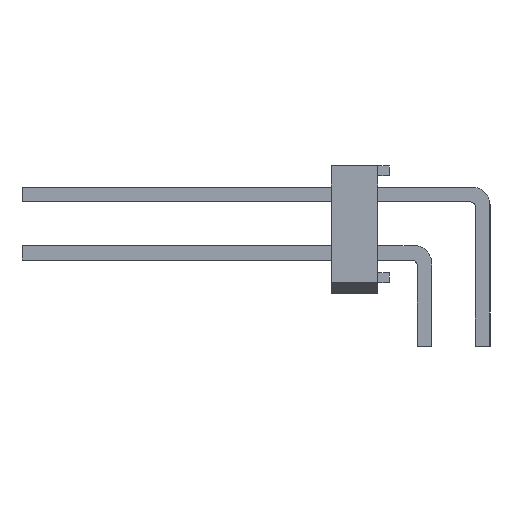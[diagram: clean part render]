
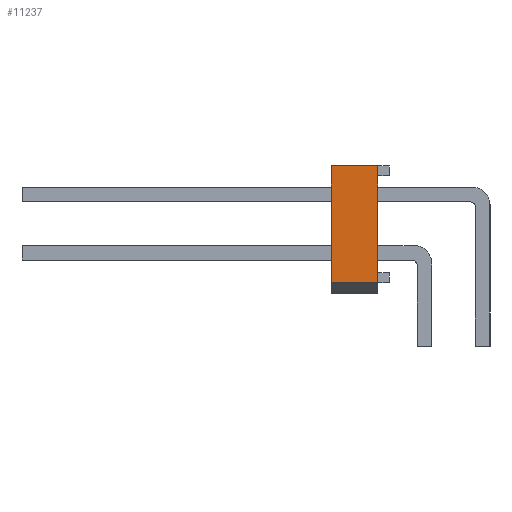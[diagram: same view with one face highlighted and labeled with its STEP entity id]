
A CAD part, left-side view. The second image highlights one B-rep face of the part: STEP entity #11237.
In plain terms, the highlighted face is planar.
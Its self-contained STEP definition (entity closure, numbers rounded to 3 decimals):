
#5774 = VERTEX_POINT('',#5775);
#5775 = CARTESIAN_POINT('',(11.43,2.54,-2.54));
#5781 = EDGE_CURVE('',#5774,#5782,#5784,.T.);
#5782 = VERTEX_POINT('',#5783);
#5783 = CARTESIAN_POINT('',(11.43,0.508,-2.54));
#5784 = LINE('',#5785,#5786);
#5785 = CARTESIAN_POINT('',(11.43,2.54,-2.54));
#5786 = VECTOR('',#5787,1.);
#5787 = DIRECTION('',(0.,-1.,0.));
#11202 = VERTEX_POINT('',#11203);
#11203 = CARTESIAN_POINT('',(11.43,0.508,2.54));
#11211 = EDGE_CURVE('',#11212,#11202,#11214,.T.);
#11212 = VERTEX_POINT('',#11213);
#11213 = CARTESIAN_POINT('',(11.43,2.54,2.54));
#11214 = LINE('',#11215,#11216);
#11215 = CARTESIAN_POINT('',(11.43,2.54,2.54));
#11216 = VECTOR('',#11217,1.);
#11217 = DIRECTION('',(0.,-1.,0.));
#11237 = ADVANCED_FACE('',(#11238),#11254,.F.);
#11238 = FACE_BOUND('',#11239,.T.);
#11239 = EDGE_LOOP('',(#11240,#11246,#11247,#11253));
#11240 = ORIENTED_EDGE('',*,*,#11241,.F.);
#11241 = EDGE_CURVE('',#5782,#11202,#11242,.T.);
#11242 = LINE('',#11243,#11244);
#11243 = CARTESIAN_POINT('',(11.43,0.508,2.54));
#11244 = VECTOR('',#11245,1.);
#11245 = DIRECTION('',(0.,0.,1.));
#11246 = ORIENTED_EDGE('',*,*,#5781,.F.);
#11247 = ORIENTED_EDGE('',*,*,#11248,.F.);
#11248 = EDGE_CURVE('',#11212,#5774,#11249,.T.);
#11249 = LINE('',#11250,#11251);
#11250 = CARTESIAN_POINT('',(11.43,2.54,2.54));
#11251 = VECTOR('',#11252,1.);
#11252 = DIRECTION('',(0.,0.,-1.));
#11253 = ORIENTED_EDGE('',*,*,#11211,.T.);
#11254 = PLANE('',#11255);
#11255 = AXIS2_PLACEMENT_3D('',#11256,#11257,#11258);
#11256 = CARTESIAN_POINT('',(11.43,2.54,2.54));
#11257 = DIRECTION('',(-1.,0.,0.));
#11258 = DIRECTION('',(0.,0.,1.));
